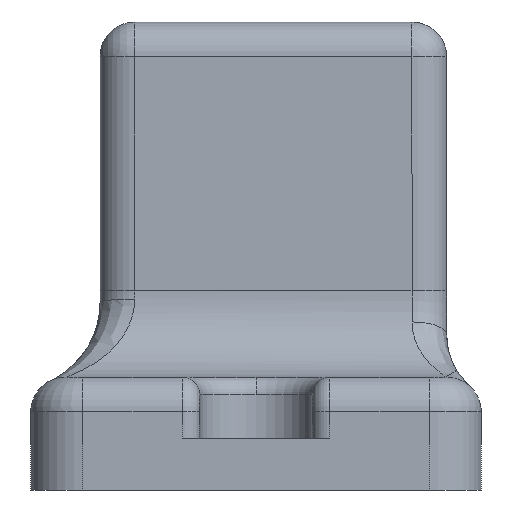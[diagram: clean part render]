
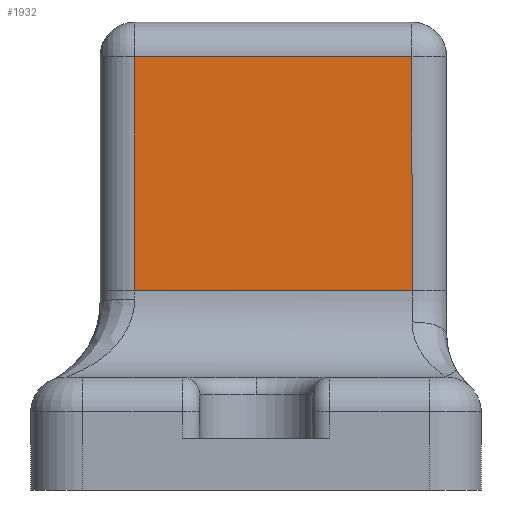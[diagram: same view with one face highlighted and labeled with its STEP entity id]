
A CAD part, left-side view. The second image highlights one B-rep face of the part: STEP entity #1932.
In plain terms, the highlighted planar face has unit normal (-1, 0, 0).
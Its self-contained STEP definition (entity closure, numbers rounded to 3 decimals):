
#81 = CARTESIAN_POINT ( 'NONE',  ( -10., 7., 11.5 ) ) ;
#159 = EDGE_LOOP ( 'NONE', ( #3118, #1277, #1321, #2178 ) ) ;
#212 = VECTOR ( 'NONE', #1038, 1000. ) ;
#435 = VECTOR ( 'NONE', #3759, 1000. ) ;
#691 = LINE ( 'NONE', #2546, #435 ) ;
#979 = DIRECTION ( 'NONE',  ( 0., 1., 0. ) ) ;
#1038 = DIRECTION ( 'NONE',  ( 0., -1., 0. ) ) ;
#1105 = DIRECTION ( 'NONE',  ( 0., 1., 0. ) ) ;
#1159 = EDGE_CURVE ( 'NONE', #3174, #2327, #2019, .T. ) ;
#1277 = ORIENTED_EDGE ( 'NONE', *, *, #3879, .T. ) ;
#1321 = ORIENTED_EDGE ( 'NONE', *, *, #2940, .T. ) ;
#1461 = CARTESIAN_POINT ( 'NONE',  ( -10., 7., 25. ) ) ;
#1648 = EDGE_CURVE ( 'NONE', #3690, #3174, #691, .T. ) ;
#1891 = AXIS2_PLACEMENT_3D ( 'NONE', #3111, #3324, #979 ) ;
#1932 = ADVANCED_FACE ( 'NONE', ( #2807 ), #2246, .F. ) ;
#2005 = CARTESIAN_POINT ( 'NONE',  ( -10., 7., 27. ) ) ;
#2019 = LINE ( 'NONE', #3235, #2094 ) ;
#2094 = VECTOR ( 'NONE', #1105, 1000. ) ;
#2112 = CARTESIAN_POINT ( 'NONE',  ( -10., -9., 11.5 ) ) ;
#2178 = ORIENTED_EDGE ( 'NONE', *, *, #1648, .T. ) ;
#2246 = PLANE ( 'NONE',  #1891 ) ;
#2248 = LINE ( 'NONE', #3408, #212 ) ;
#2304 = LINE ( 'NONE', #2005, #3350 ) ;
#2327 = VERTEX_POINT ( 'NONE', #1461 ) ;
#2426 = CARTESIAN_POINT ( 'NONE',  ( -10., -9., 25. ) ) ;
#2536 = VERTEX_POINT ( 'NONE', #81 ) ;
#2546 = CARTESIAN_POINT ( 'NONE',  ( -10., -9., 27. ) ) ;
#2807 = FACE_OUTER_BOUND ( 'NONE', #159, .T. ) ;
#2940 = EDGE_CURVE ( 'NONE', #2536, #3690, #2248, .T. ) ;
#3111 = CARTESIAN_POINT ( 'NONE',  ( -10., 9., 27. ) ) ;
#3118 = ORIENTED_EDGE ( 'NONE', *, *, #1159, .T. ) ;
#3174 = VERTEX_POINT ( 'NONE', #2426 ) ;
#3223 = DIRECTION ( 'NONE',  ( 0., 0., -1. ) ) ;
#3235 = CARTESIAN_POINT ( 'NONE',  ( -10., 9., 25. ) ) ;
#3324 = DIRECTION ( 'NONE',  ( 1., 0., 0. ) ) ;
#3350 = VECTOR ( 'NONE', #3223, 1000. ) ;
#3408 = CARTESIAN_POINT ( 'NONE',  ( -10., 9., 11.5 ) ) ;
#3690 = VERTEX_POINT ( 'NONE', #2112 ) ;
#3759 = DIRECTION ( 'NONE',  ( 0., 0., 1. ) ) ;
#3879 = EDGE_CURVE ( 'NONE', #2327, #2536, #2304, .T. ) ;
